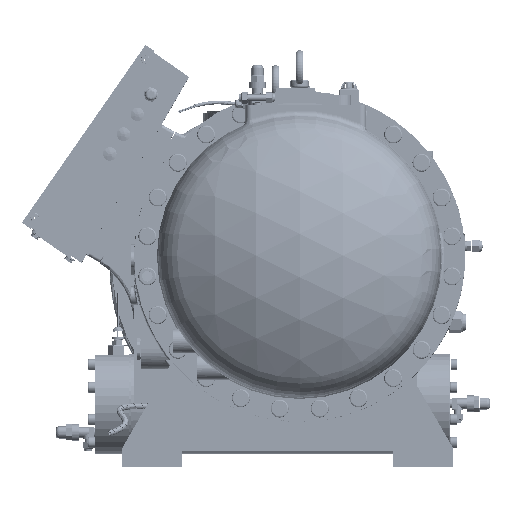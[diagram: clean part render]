
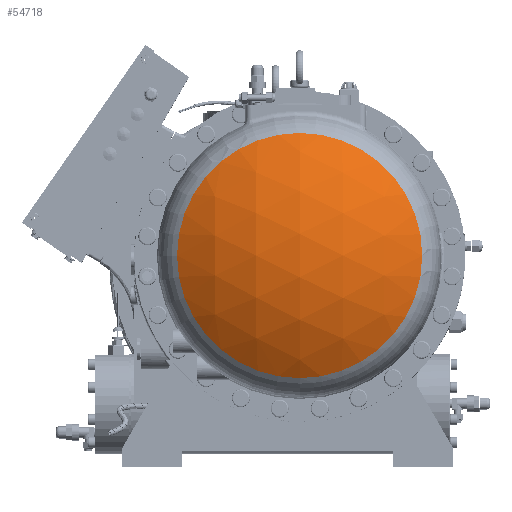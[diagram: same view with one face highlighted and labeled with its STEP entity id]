
A CAD part, top view. The second image highlights one B-rep face of the part: STEP entity #54718.
In plain terms, the highlighted spherical face has radius 354 mm.
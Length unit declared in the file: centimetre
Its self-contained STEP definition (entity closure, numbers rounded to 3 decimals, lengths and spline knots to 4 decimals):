
#36=SPHERICAL_SURFACE('',#60446,35.4);
#5890=CIRCLE('',#60442,20.355);
#8187=FACE_OUTER_BOUND('',#11584,.T.);
#11584=EDGE_LOOP('',(#48389));
#28261=VERTEX_POINT('',#126300);
#36758=EDGE_CURVE('',#28261,#28261,#5890,.T.);
#48389=ORIENTED_EDGE('',*,*,#36758,.F.);
#54718=ADVANCED_FACE('',(#8187),#36,.T.);
#60442=AXIS2_PLACEMENT_3D('',#126301,#74028,#74029);
#60446=AXIS2_PLACEMENT_3D('',#126455,#74036,#74037);
#74028=DIRECTION('center_axis',(0.,0.,-1.));
#74029=DIRECTION('ref_axis',(-1.,0.,0.));
#74036=DIRECTION('center_axis',(1.,0.,0.));
#74037=DIRECTION('ref_axis',(0.,1.,0.));
#126300=CARTESIAN_POINT('',(4.,-17.955,69.7126));
#126301=CARTESIAN_POINT('Origin',(4.,2.4,69.7126));
#126455=CARTESIAN_POINT('Origin',(4.,2.4,40.75));
